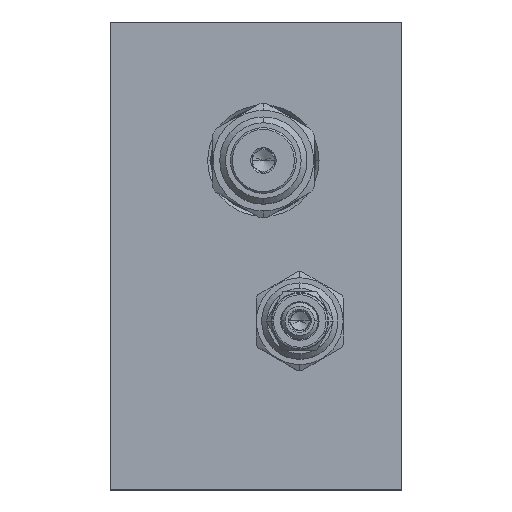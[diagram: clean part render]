
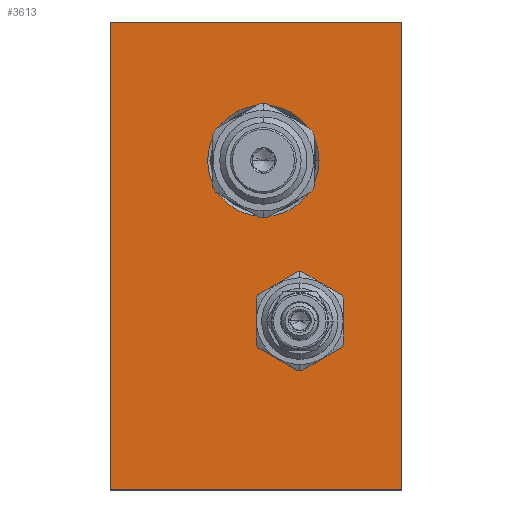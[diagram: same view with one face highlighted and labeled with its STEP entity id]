
A CAD part, top view. The second image highlights one B-rep face of the part: STEP entity #3613.
In plain terms, the highlighted planar face has unit normal (0, 0, 1).
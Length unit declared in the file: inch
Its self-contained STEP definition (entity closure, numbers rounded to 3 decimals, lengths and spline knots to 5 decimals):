
#143=DIRECTION('',(0.,-1.,0.));
#144=VECTOR('',#143,4.);
#145=CARTESIAN_POINT('',(0.,0.,4.125));
#146=LINE('',#145,#144);
#147=DIRECTION('',(-1.,0.,0.));
#148=VECTOR('',#147,2.5);
#149=CARTESIAN_POINT('',(2.5,0.,4.125));
#150=LINE('',#149,#148);
#151=DIRECTION('',(0.,1.,0.));
#152=VECTOR('',#151,4.);
#153=CARTESIAN_POINT('',(2.5,-4.,4.125));
#154=LINE('',#153,#152);
#155=DIRECTION('',(1.,0.,0.));
#156=VECTOR('',#155,2.5);
#157=CARTESIAN_POINT('',(0.,-4.,4.125));
#158=LINE('',#157,#156);
#159=CARTESIAN_POINT('',(1.313,-1.188,4.125));
#160=DIRECTION('',(0.,0.,-1.));
#161=DIRECTION('',(-1.,0.,0.));
#162=AXIS2_PLACEMENT_3D('',#159,#160,#161);
#164=CARTESIAN_POINT('',(1.313,-1.188,4.125));
#165=DIRECTION('',(0.,0.,-1.));
#166=DIRECTION('',(1.,0.,0.));
#167=AXIS2_PLACEMENT_3D('',#164,#165,#166);
#169=CARTESIAN_POINT('',(1.625,-2.563,4.125));
#170=DIRECTION('',(0.,0.,-1.));
#171=DIRECTION('',(-1.,0.,0.));
#172=AXIS2_PLACEMENT_3D('',#169,#170,#171);
#174=CARTESIAN_POINT('',(1.625,-2.563,4.125));
#175=DIRECTION('',(0.,0.,-1.));
#176=DIRECTION('',(1.,0.,0.));
#177=AXIS2_PLACEMENT_3D('',#174,#175,#176);
#2987=CARTESIAN_POINT('',(0.,0.,4.125));
#2988=CARTESIAN_POINT('',(0.,-4.,4.125));
#2989=VERTEX_POINT('',#2987);
#2990=VERTEX_POINT('',#2988);
#2991=CARTESIAN_POINT('',(2.5,-4.,4.125));
#2992=VERTEX_POINT('',#2991);
#2993=CARTESIAN_POINT('',(2.5,0.,4.125));
#2994=VERTEX_POINT('',#2993);
#3027=CARTESIAN_POINT('',(0.836,-1.188,4.125));
#3028=CARTESIAN_POINT('',(1.79,-1.188,4.125));
#3029=VERTEX_POINT('',#3027);
#3030=VERTEX_POINT('',#3028);
#3105=CARTESIAN_POINT('',(1.9775,-2.563,4.125));
#3106=VERTEX_POINT('',#3105);
#3119=CARTESIAN_POINT('',(1.2725,-2.563,4.125));
#3120=VERTEX_POINT('',#3119);
#3590=CARTESIAN_POINT('',(0.,0.,4.125));
#3591=DIRECTION('',(0.,0.,1.));
#3592=DIRECTION('',(1.,0.,0.));
#3593=AXIS2_PLACEMENT_3D('',#3590,#3591,#3592);
#3594=PLANE('',#3593);
#3595=ORIENTED_EDGE('',*,*,#3482,.F.);
#3596=ORIENTED_EDGE('',*,*,#3527,.F.);
#3597=ORIENTED_EDGE('',*,*,#3547,.F.);
#3598=ORIENTED_EDGE('',*,*,#3572,.F.);
#3599=EDGE_LOOP('',(#3595,#3596,#3597,#3598));
#3600=FACE_OUTER_BOUND('',#3599,.F.);
#3602=ORIENTED_EDGE('',*,*,#3601,.F.);
#3604=ORIENTED_EDGE('',*,*,#3603,.F.);
#3605=EDGE_LOOP('',(#3602,#3604));
#3606=FACE_BOUND('',#3605,.F.);
#3608=ORIENTED_EDGE('',*,*,#3607,.F.);
#3610=ORIENTED_EDGE('',*,*,#3609,.F.);
#3611=EDGE_LOOP('',(#3608,#3610));
#3612=FACE_BOUND('',#3611,.F.);
#3613=ADVANCED_FACE('',(#3600,#3606,#3612),#3594,.T.);
#163=CIRCLE('',#162,0.477);
#168=CIRCLE('',#167,0.477);
#173=CIRCLE('',#172,0.3525);
#178=CIRCLE('',#177,0.3525);
#3482=EDGE_CURVE('',#2989,#2990,#146,.T.);
#3527=EDGE_CURVE('',#2994,#2989,#150,.T.);
#3547=EDGE_CURVE('',#2992,#2994,#154,.T.);
#3572=EDGE_CURVE('',#2990,#2992,#158,.T.);
#3601=EDGE_CURVE('',#3029,#3030,#163,.T.);
#3603=EDGE_CURVE('',#3030,#3029,#168,.T.);
#3607=EDGE_CURVE('',#3120,#3106,#173,.T.);
#3609=EDGE_CURVE('',#3106,#3120,#178,.T.);
